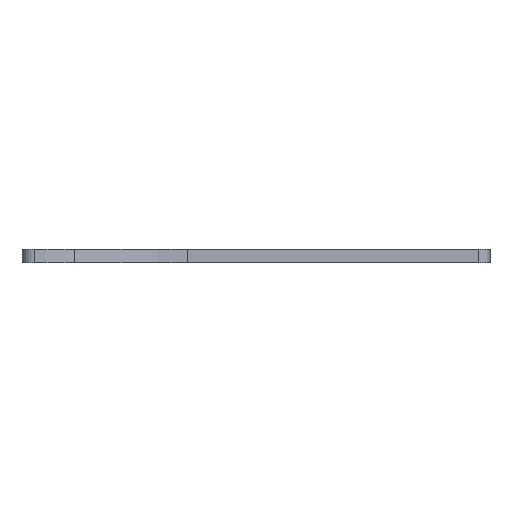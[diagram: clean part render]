
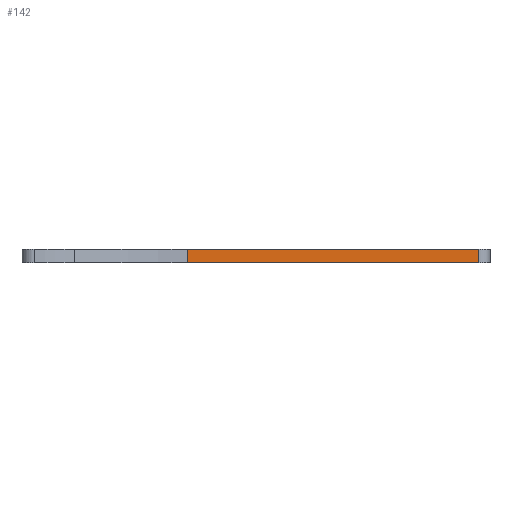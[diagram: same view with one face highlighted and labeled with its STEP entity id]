
A CAD part, front view. The second image highlights one B-rep face of the part: STEP entity #142.
In plain terms, the highlighted planar face has unit normal (0.018, -1, 0).
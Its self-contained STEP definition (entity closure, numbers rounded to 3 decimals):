
#142 = ADVANCED_FACE( '', ( #289 ), #290, .F. );
#289 = FACE_OUTER_BOUND( '', #437, .T. );
#290 = PLANE( '', #438 );
#437 = EDGE_LOOP( '', ( #795, #796, #797, #798 ) );
#438 = AXIS2_PLACEMENT_3D( '', #799, #800, #801 );
#795 = ORIENTED_EDGE( '', *, *, #1033, .T. );
#796 = ORIENTED_EDGE( '', *, *, #993, .T. );
#797 = ORIENTED_EDGE( '', *, *, #1070, .F. );
#798 = ORIENTED_EDGE( '', *, *, #970, .T. );
#799 = CARTESIAN_POINT( '', ( 200., -11., 6. ) );
#800 = DIRECTION( '', ( -0.017, 1., 0. ) );
#801 = DIRECTION( '', ( -1., -0.017, 0. ) );
#970 = EDGE_CURVE( '', #1187, #1185, #1188, .T. );
#993 = EDGE_CURVE( '', #1225, #1223, #1226, .T. );
#1033 = EDGE_CURVE( '', #1185, #1225, #1284, .T. );
#1070 = EDGE_CURVE( '', #1187, #1223, #1332, .T. );
#1185 = VERTEX_POINT( '', #1478 );
#1187 = VERTEX_POINT( '', #1480 );
#1188 = LINE( '', #1481, #1482 );
#1223 = VERTEX_POINT( '', #1526 );
#1225 = VERTEX_POINT( '', #1528 );
#1226 = LINE( '', #1529, #1530 );
#1284 = LINE( '', #1602, #1603 );
#1332 = LINE( '', #1660, #1661 );
#1478 = CARTESIAN_POINT( '', ( 68.851, -13.289, 0. ) );
#1480 = CARTESIAN_POINT( '', ( 68.851, -13.289, 6. ) );
#1481 = CARTESIAN_POINT( '', ( 68.851, -13.289, 6. ) );
#1482 = VECTOR( '', #1763, 1000. );
#1526 = CARTESIAN_POINT( '', ( 195.087, -11.086, 6. ) );
#1528 = CARTESIAN_POINT( '', ( 195.087, -11.086, 0. ) );
#1529 = CARTESIAN_POINT( '', ( 195.087, -11.086, -208.701 ) );
#1530 = VECTOR( '', #1797, 1000. );
#1602 = CARTESIAN_POINT( '', ( 200., -11., 0. ) );
#1603 = VECTOR( '', #1857, 1000. );
#1660 = CARTESIAN_POINT( '', ( 200., -11., 6. ) );
#1661 = VECTOR( '', #1921, 1000. );
#1763 = DIRECTION( '', ( 0., 0., -1. ) );
#1797 = DIRECTION( '', ( 0., 0., 1. ) );
#1857 = DIRECTION( '', ( 1., 0.017, 0. ) );
#1921 = DIRECTION( '', ( 1., 0.017, 0. ) );
